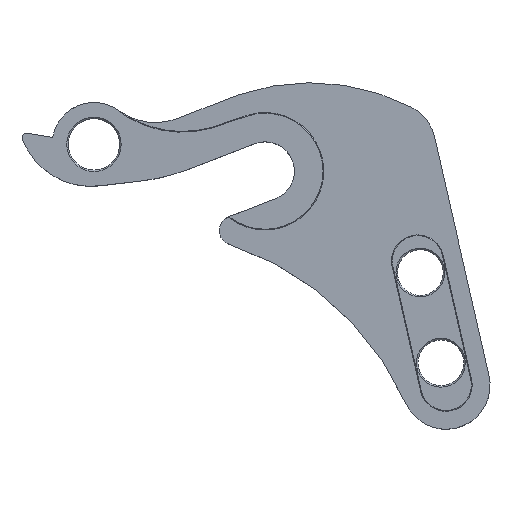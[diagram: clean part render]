
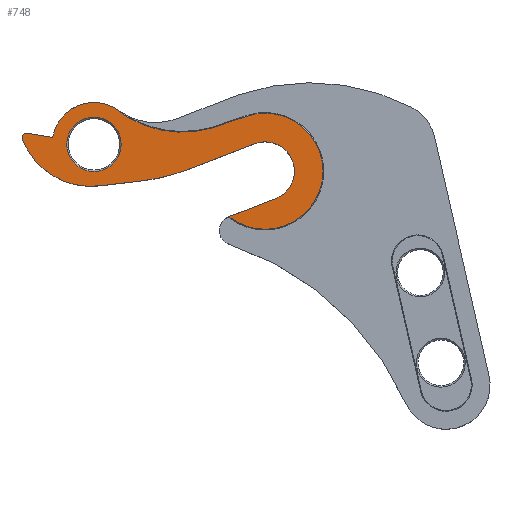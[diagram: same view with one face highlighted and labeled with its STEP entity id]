
A CAD part, top view. The second image highlights one B-rep face of the part: STEP entity #748.
In plain terms, the highlighted planar face has unit normal (0, 0, 1).
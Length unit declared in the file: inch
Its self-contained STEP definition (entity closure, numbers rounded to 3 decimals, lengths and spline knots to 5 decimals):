
#10 = CARTESIAN_POINT ( 'NONE',  ( 4.26509, -0.35703, 0.315 ) ) ;
#15 = DIRECTION ( 'NONE',  ( 1., 0., 0. ) ) ;
#18 = DIRECTION ( 'NONE',  ( 0., 0., 1. ) ) ;
#21 = VERTEX_POINT ( 'NONE', #54 ) ;
#22 = CARTESIAN_POINT ( 'NONE',  ( 3.49348, -0.75181, 0.315 ) ) ;
#34 = EDGE_LOOP ( 'NONE', ( #1544, #1497, #1072, #974, #955, #789, #1132, #1070, #640, #527, #1584, #888, #1308 ) ) ;
#47 = AXIS2_PLACEMENT_3D ( 'NONE', #1489, #1397, #512 ) ;
#54 = CARTESIAN_POINT ( 'NONE',  ( 3.00229, -0.39367, 0.315 ) ) ;
#77 = AXIS2_PLACEMENT_3D ( 'NONE', #1114, #282, #1373 ) ;
#97 = EDGE_CURVE ( 'NONE', #21, #847, #546, .T. ) ;
#137 = CARTESIAN_POINT ( 'NONE',  ( 3.49348, -0.75181, 0.315 ) ) ;
#141 = DIRECTION ( 'NONE',  ( 0., 0., -1. ) ) ;
#152 = CARTESIAN_POINT ( 'NONE',  ( 3.45718, -0.4691, 0.315 ) ) ;
#156 = VECTOR ( 'NONE', #842, 39.37008 ) ;
#168 = AXIS2_PLACEMENT_3D ( 'NONE', #1297, #579, #182 ) ;
#172 = CARTESIAN_POINT ( 'NONE',  ( 3.58733, -0.21556, 0.315 ) ) ;
#174 = DIRECTION ( 'NONE',  ( -0.946, -0.326, 0. ) ) ;
#177 = AXIS2_PLACEMENT_3D ( 'NONE', #766, #18, #1023 ) ;
#182 = DIRECTION ( 'NONE',  ( 1., 0., 0. ) ) ;
#197 = CARTESIAN_POINT ( 'NONE',  ( 4.26521, -0.35699, 0.315 ) ) ;
#226 = VERTEX_POINT ( 'NONE', #710 ) ;
#258 = DIRECTION ( 'NONE',  ( 0., 0., 1. ) ) ;
#259 = EDGE_CURVE ( 'NONE', #520, #1581, #1465, .T. ) ;
#264 = DIRECTION ( 'NONE',  ( 0.933, 0.361, 0. ) ) ;
#282 = DIRECTION ( 'NONE',  ( 0., 0., 1. ) ) ;
#286 = ORIENTED_EDGE ( 'NONE', *, *, #510, .T. ) ;
#290 = VERTEX_POINT ( 'NONE', #523 ) ;
#346 = AXIS2_PLACEMENT_3D ( 'NONE', #659, #1428, #1535 ) ;
#363 = LINE ( 'NONE', #1156, #1583 ) ;
#378 = VERTEX_POINT ( 'NONE', #10 ) ;
#382 = PLANE ( 'NONE',  #47 ) ;
#385 = CIRCLE ( 'NONE', #752, 0.73663 ) ;
#391 = CARTESIAN_POINT ( 'NONE',  ( 3.64218, -0.4691, 0.315 ) ) ;
#398 = VERTEX_POINT ( 'NONE', #1363 ) ;
#409 = CARTESIAN_POINT ( 'NONE',  ( 3.27218, -0.4691, 0.315 ) ) ;
#491 = VERTEX_POINT ( 'NONE', #172 ) ;
#494 = LINE ( 'NONE', #609, #1310 ) ;
#510 = EDGE_CURVE ( 'NONE', #1581, #520, #684, .T. ) ;
#512 = DIRECTION ( 'NONE',  ( 1., 0., 0. ) ) ;
#520 = VERTEX_POINT ( 'NONE', #409 ) ;
#523 = CARTESIAN_POINT ( 'NONE',  ( 3.77676, -0.71917, 0.315 ) ) ;
#524 = LINE ( 'NONE', #137, #1171 ) ;
#526 = VERTEX_POINT ( 'NONE', #899 ) ;
#527 = ORIENTED_EDGE ( 'NONE', *, *, #813, .T. ) ;
#541 = DIRECTION ( 'NONE',  ( -0.987, 0.164, 0. ) ) ;
#546 = CIRCLE ( 'NONE', #995, 0.03 ) ;
#557 = DIRECTION ( 'NONE',  ( 1., 0., 0. ) ) ;
#563 = DIRECTION ( 'NONE',  ( 1., 0., 0. ) ) ;
#565 = CARTESIAN_POINT ( 'NONE',  ( 4.09942, -0.63956, 0.315 ) ) ;
#570 = CARTESIAN_POINT ( 'NONE',  ( 4.37577, -0.96155, 0.315 ) ) ;
#579 = DIRECTION ( 'NONE',  ( 0., 0., -1. ) ) ;
#609 = CARTESIAN_POINT ( 'NONE',  ( 4.09942, -0.63956, 0.315 ) ) ;
#616 = EDGE_CURVE ( 'NONE', #398, #1314, #1351, .T. ) ;
#628 = DIRECTION ( 'NONE',  ( 1., 0., 0. ) ) ;
#640 = ORIENTED_EDGE ( 'NONE', *, *, #836, .T. ) ;
#643 = CARTESIAN_POINT ( 'NONE',  ( 3.62683, 0.58222, 0.315 ) ) ;
#659 = CARTESIAN_POINT ( 'NONE',  ( 3.45718, -0.4691, 0.315 ) ) ;
#671 = CIRCLE ( 'NONE', #881, 0.285 ) ;
#677 = AXIS2_PLACEMENT_3D ( 'NONE', #780, #258, #628 ) ;
#684 = CIRCLE ( 'NONE', #346, 0.185 ) ;
#710 = CARTESIAN_POINT ( 'NONE',  ( 4.54916, -0.46561, 0.315 ) ) ;
#742 = FACE_BOUND ( 'NONE', #1522, .T. ) ;
#748 = ADVANCED_FACE ( 'NONE', ( #742, #1511 ), #382, .T. ) ;
#752 = AXIS2_PLACEMENT_3D ( 'NONE', #1161, #141, #557 ) ;
#766 = CARTESIAN_POINT ( 'NONE',  ( 3.43626, -0.25509, 0.315 ) ) ;
#780 = CARTESIAN_POINT ( 'NONE',  ( 4.62131, -0.65214, 0.315 ) ) ;
#783 = DIRECTION ( 'NONE',  ( 0., 0., 1. ) ) ;
#789 = ORIENTED_EDGE ( 'NONE', *, *, #1579, .T. ) ;
#796 = CARTESIAN_POINT ( 'NONE',  ( 2.99738, -0.42327, 0.315 ) ) ;
#813 = EDGE_CURVE ( 'NONE', #1109, #226, #494, .T. ) ;
#836 = EDGE_CURVE ( 'NONE', #290, #1109, #1027, .T. ) ;
#838 = CIRCLE ( 'NONE', #77, 0.03 ) ;
#840 = CARTESIAN_POINT ( 'NONE',  ( 2.96937, -0.43401, 0.315 ) ) ;
#842 = DIRECTION ( 'NONE',  ( -0.933, -0.361, 0. ) ) ;
#846 = CIRCLE ( 'NONE', #168, 0.2 ) ;
#847 = VERTEX_POINT ( 'NONE', #891 ) ;
#848 = EDGE_CURVE ( 'NONE', #1394, #21, #363, .T. ) ;
#867 = AXIS2_PLACEMENT_3D ( 'NONE', #643, #985, #15 ) ;
#881 = AXIS2_PLACEMENT_3D ( 'NONE', #152, #783, #915 ) ;
#888 = ORIENTED_EDGE ( 'NONE', *, *, #616, .T. ) ;
#889 = LINE ( 'NONE', #197, #1281 ) ;
#891 = CARTESIAN_POINT ( 'NONE',  ( 2.96738, -0.42327, 0.315 ) ) ;
#899 = CARTESIAN_POINT ( 'NONE',  ( 4.49271, -0.27866, 0.315 ) ) ;
#910 = EDGE_CURVE ( 'NONE', #491, #1394, #671, .T. ) ;
#911 = EDGE_CURVE ( 'NONE', #378, #491, #385, .T. ) ;
#914 = VERTEX_POINT ( 'NONE', #22 ) ;
#915 = DIRECTION ( 'NONE',  ( 1., 0., 0. ) ) ;
#955 = ORIENTED_EDGE ( 'NONE', *, *, #97, .T. ) ;
#958 = ORIENTED_EDGE ( 'NONE', *, *, #259, .T. ) ;
#974 = ORIENTED_EDGE ( 'NONE', *, *, #848, .T. ) ;
#985 = DIRECTION ( 'NONE',  ( 0., 0., 1. ) ) ;
#995 = AXIS2_PLACEMENT_3D ( 'NONE', #796, #1191, #563 ) ;
#1023 = DIRECTION ( 'NONE',  ( 1., 0., 0. ) ) ;
#1027 = CIRCLE ( 'NONE', #867, 1.31 ) ;
#1070 = ORIENTED_EDGE ( 'NONE', *, *, #1530, .T. ) ;
#1072 = ORIENTED_EDGE ( 'NONE', *, *, #910, .T. ) ;
#1098 = VERTEX_POINT ( 'NONE', #840 ) ;
#1102 = CARTESIAN_POINT ( 'NONE',  ( 3.45718, -0.4691, 0.315 ) ) ;
#1108 = CARTESIAN_POINT ( 'NONE',  ( 3.17602, -0.42248, 0.315 ) ) ;
#1109 = VERTEX_POINT ( 'NONE', #565 ) ;
#1114 = CARTESIAN_POINT ( 'NONE',  ( 2.99738, -0.42327, 0.315 ) ) ;
#1132 = ORIENTED_EDGE ( 'NONE', *, *, #1540, .T. ) ;
#1142 = DIRECTION ( 'NONE',  ( 0.993, 0.114, 0. ) ) ;
#1156 = CARTESIAN_POINT ( 'NONE',  ( 3.00229, -0.39367, 0.315 ) ) ;
#1161 = CARTESIAN_POINT ( 'NONE',  ( 4.05907, 0.3502, 0.315 ) ) ;
#1171 = VECTOR ( 'NONE', #1142, 39.37008 ) ;
#1191 = DIRECTION ( 'NONE',  ( 0., 0., 1. ) ) ;
#1208 = DIRECTION ( 'NONE',  ( 0., 0., -1. ) ) ;
#1281 = VECTOR ( 'NONE', #174, 39.37008 ) ;
#1297 = CARTESIAN_POINT ( 'NONE',  ( 4.62131, -0.65214, 0.315 ) ) ;
#1308 = ORIENTED_EDGE ( 'NONE', *, *, #1538, .T. ) ;
#1310 = VECTOR ( 'NONE', #264, 39.37008 ) ;
#1314 = VERTEX_POINT ( 'NONE', #570 ) ;
#1317 = EDGE_CURVE ( 'NONE', #226, #398, #846, .T. ) ;
#1332 = EDGE_CURVE ( 'NONE', #526, #378, #889, .T. ) ;
#1344 = CARTESIAN_POINT ( 'NONE',  ( 4.37434, -0.96211, 0.315 ) ) ;
#1351 = LINE ( 'NONE', #1344, #156 ) ;
#1354 = AXIS2_PLACEMENT_3D ( 'NONE', #1102, #1208, #1610 ) ;
#1363 = CARTESIAN_POINT ( 'NONE',  ( 4.69346, -0.83867, 0.315 ) ) ;
#1373 = DIRECTION ( 'NONE',  ( 1., 0., 0. ) ) ;
#1386 = CIRCLE ( 'NONE', #677, 0.395 ) ;
#1394 = VERTEX_POINT ( 'NONE', #1108 ) ;
#1397 = DIRECTION ( 'NONE',  ( 0., 0., 1. ) ) ;
#1428 = DIRECTION ( 'NONE',  ( 0., 0., -1. ) ) ;
#1465 = CIRCLE ( 'NONE', #1354, 0.185 ) ;
#1489 = CARTESIAN_POINT ( 'NONE',  ( 4.62131, -0.65214, 0.315 ) ) ;
#1497 = ORIENTED_EDGE ( 'NONE', *, *, #911, .T. ) ;
#1511 = FACE_OUTER_BOUND ( 'NONE', #34, .T. ) ;
#1522 = EDGE_LOOP ( 'NONE', ( #286, #958 ) ) ;
#1530 = EDGE_CURVE ( 'NONE', #914, #290, #524, .T. ) ;
#1535 = DIRECTION ( 'NONE',  ( 1., 0., 0. ) ) ;
#1538 = EDGE_CURVE ( 'NONE', #1314, #526, #1386, .T. ) ;
#1540 = EDGE_CURVE ( 'NONE', #1098, #914, #1602, .T. ) ;
#1544 = ORIENTED_EDGE ( 'NONE', *, *, #1332, .T. ) ;
#1579 = EDGE_CURVE ( 'NONE', #847, #1098, #838, .T. ) ;
#1581 = VERTEX_POINT ( 'NONE', #391 ) ;
#1583 = VECTOR ( 'NONE', #541, 39.37008 ) ;
#1584 = ORIENTED_EDGE ( 'NONE', *, *, #1317, .T. ) ;
#1602 = CIRCLE ( 'NONE', #177, 0.5 ) ;
#1610 = DIRECTION ( 'NONE',  ( 1., 0., 0. ) ) ;
